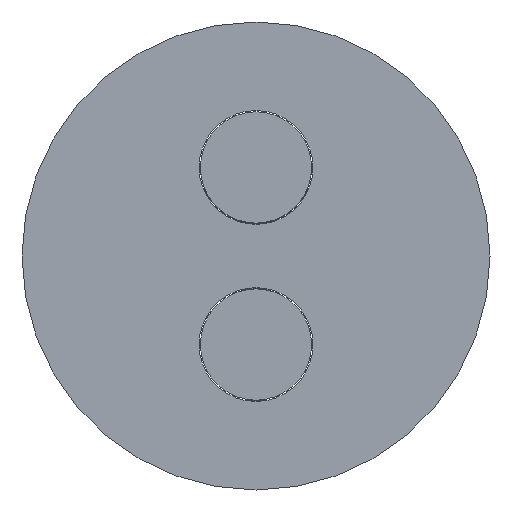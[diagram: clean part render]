
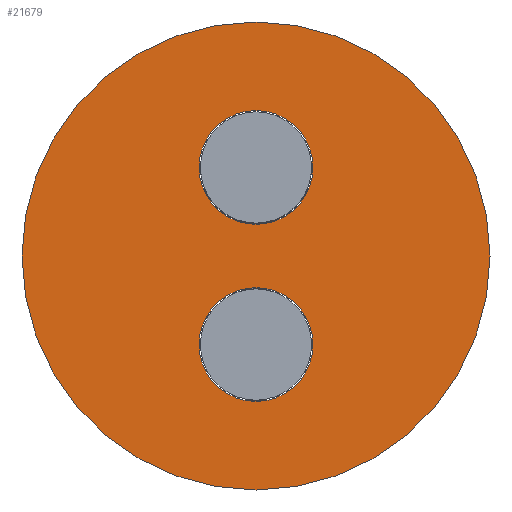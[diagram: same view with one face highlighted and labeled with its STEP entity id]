
A CAD part, front view. The second image highlights one B-rep face of the part: STEP entity #21679.
In plain terms, the highlighted planar face has unit normal (0, -1, 0).
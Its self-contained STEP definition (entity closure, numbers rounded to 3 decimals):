
#21500=CARTESIAN_POINT('Vertex',(-92.5,0.,0.)) ;
#21505=CARTESIAN_POINT('Axis2P3D Location',(0.,0.,0.)) ;
#21509=CARTESIAN_POINT('Vertex',(92.5,0.,0.)) ;
#21531=CARTESIAN_POINT('Axis2P3D Location',(0.,0.,0.)) ;
#21566=CARTESIAN_POINT('Vertex',(-22.5,0.,35.)) ;
#21569=CARTESIAN_POINT('Axis2P3D Location',(0.,0.,35.)) ;
#21573=CARTESIAN_POINT('Vertex',(22.5,0.,35.)) ;
#21593=CARTESIAN_POINT('Axis2P3D Location',(0.,0.,35.)) ;
#21623=CARTESIAN_POINT('Vertex',(-22.5,0.,-35.)) ;
#21626=CARTESIAN_POINT('Axis2P3D Location',(0.,0.,-35.)) ;
#21630=CARTESIAN_POINT('Vertex',(22.5,0.,-35.)) ;
#21650=CARTESIAN_POINT('Axis2P3D Location',(0.,0.,-35.)) ;
#21662=CARTESIAN_POINT('Axis2P3D Location',(0.,0.,0.)) ;
#21506=DIRECTION('Axis2P3D Direction',(0.,1.,0.)) ;
#21532=DIRECTION('Axis2P3D Direction',(0.,1.,0.)) ;
#21570=DIRECTION('Axis2P3D Direction',(0.,1.,0.)) ;
#21594=DIRECTION('Axis2P3D Direction',(0.,1.,0.)) ;
#21627=DIRECTION('Axis2P3D Direction',(0.,1.,0.)) ;
#21651=DIRECTION('Axis2P3D Direction',(0.,1.,0.)) ;
#21663=DIRECTION('Axis2P3D Direction',(0.,1.,0.)) ;
#21664=DIRECTION('Axis2P3D XDirection',(-1.,0.,0.)) ;
#21507=AXIS2_PLACEMENT_3D('Circle Axis2P3D',#21505,#21506,$) ;
#21533=AXIS2_PLACEMENT_3D('Circle Axis2P3D',#21531,#21532,$) ;
#21571=AXIS2_PLACEMENT_3D('Circle Axis2P3D',#21569,#21570,$) ;
#21595=AXIS2_PLACEMENT_3D('Circle Axis2P3D',#21593,#21594,$) ;
#21628=AXIS2_PLACEMENT_3D('Circle Axis2P3D',#21626,#21627,$) ;
#21652=AXIS2_PLACEMENT_3D('Circle Axis2P3D',#21650,#21651,$) ;
#21665=AXIS2_PLACEMENT_3D('Plane Axis2P3D',#21662,#21663,#21664) ;
#21508=CIRCLE('generated circle',#21507,92.5) ;
#21534=CIRCLE('generated circle',#21533,92.5) ;
#21572=CIRCLE('generated circle',#21571,22.5) ;
#21596=CIRCLE('generated circle',#21595,22.5) ;
#21629=CIRCLE('generated circle',#21628,22.5) ;
#21653=CIRCLE('generated circle',#21652,22.5) ;
#21666=PLANE('',#21665) ;
#21674=FACE_BOUND('',#21671,.T.) ;
#21678=FACE_BOUND('',#21675,.T.) ;
#21511=EDGE_CURVE('',#21501,#21510,#21508,.T.) ;
#21535=EDGE_CURVE('',#21510,#21501,#21534,.T.) ;
#21575=EDGE_CURVE('',#21574,#21567,#21572,.T.) ;
#21597=EDGE_CURVE('',#21567,#21574,#21596,.T.) ;
#21632=EDGE_CURVE('',#21631,#21624,#21629,.T.) ;
#21654=EDGE_CURVE('',#21624,#21631,#21653,.T.) ;
#21668=ORIENTED_EDGE('',*,*,#21535,.F.) ;
#21669=ORIENTED_EDGE('',*,*,#21511,.F.) ;
#21672=ORIENTED_EDGE('',*,*,#21597,.T.) ;
#21673=ORIENTED_EDGE('',*,*,#21575,.T.) ;
#21676=ORIENTED_EDGE('',*,*,#21654,.T.) ;
#21677=ORIENTED_EDGE('',*,*,#21632,.T.) ;
#21667=EDGE_LOOP('',(#21668,#21669)) ;
#21671=EDGE_LOOP('',(#21672,#21673)) ;
#21675=EDGE_LOOP('',(#21676,#21677)) ;
#21501=VERTEX_POINT('',#21500) ;
#21510=VERTEX_POINT('',#21509) ;
#21567=VERTEX_POINT('',#21566) ;
#21574=VERTEX_POINT('',#21573) ;
#21624=VERTEX_POINT('',#21623) ;
#21631=VERTEX_POINT('',#21630) ;
#21679=ADVANCED_FACE('PartBody',(#21670,#21674,#21678),#21666,.F.) ;
#21670=FACE_OUTER_BOUND('',#21667,.T.) ;
